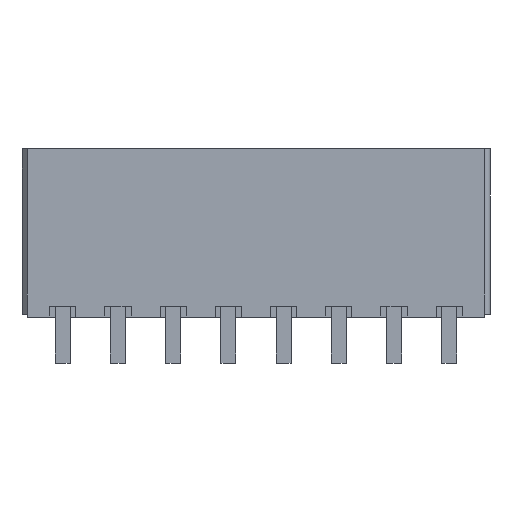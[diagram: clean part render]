
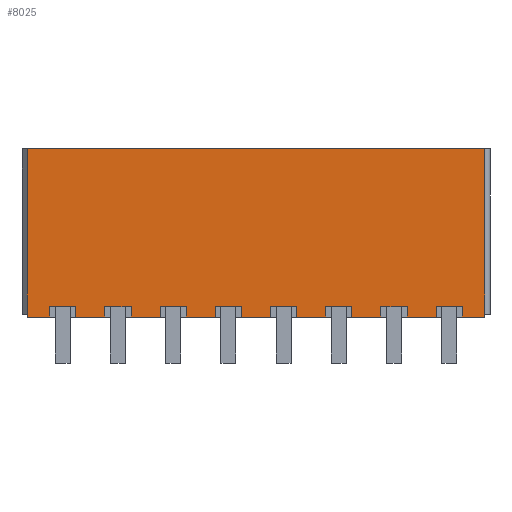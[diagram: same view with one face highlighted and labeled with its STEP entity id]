
A CAD part, top view. The second image highlights one B-rep face of the part: STEP entity #8025.
In plain terms, the highlighted planar face has unit normal (0, 0, 1).
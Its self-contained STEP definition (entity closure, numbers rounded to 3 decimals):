
#9=DIRECTION('',(0.,-1.,0.));
#10=VECTOR('',#9,12.8);
#11=CARTESIAN_POINT('',(-17.4,12.8,4.8));
#12=LINE('',#11,#10);
#729=DIRECTION('',(1.,0.,0.));
#730=VECTOR('',#729,1.7);
#731=CARTESIAN_POINT('',(15.7,0.,4.8));
#732=LINE('',#731,#730);
#749=DIRECTION('',(1.,0.,0.));
#750=VECTOR('',#749,2.2);
#751=CARTESIAN_POINT('',(11.5,0.,4.8));
#752=LINE('',#751,#750);
#777=DIRECTION('',(1.,0.,0.));
#778=VECTOR('',#777,2.2);
#779=CARTESIAN_POINT('',(7.3,0.,4.8));
#780=LINE('',#779,#778);
#805=DIRECTION('',(1.,0.,0.));
#806=VECTOR('',#805,2.2);
#807=CARTESIAN_POINT('',(3.1,0.,4.8));
#808=LINE('',#807,#806);
#833=DIRECTION('',(1.,0.,0.));
#834=VECTOR('',#833,2.2);
#835=CARTESIAN_POINT('',(-1.1,0.,4.8));
#836=LINE('',#835,#834);
#861=DIRECTION('',(1.,0.,0.));
#862=VECTOR('',#861,2.2);
#863=CARTESIAN_POINT('',(-5.3,0.,4.8));
#864=LINE('',#863,#862);
#889=DIRECTION('',(1.,0.,0.));
#890=VECTOR('',#889,2.2);
#891=CARTESIAN_POINT('',(-9.5,0.,4.8));
#892=LINE('',#891,#890);
#917=DIRECTION('',(1.,0.,0.));
#918=VECTOR('',#917,1.7);
#919=CARTESIAN_POINT('',(-17.4,0.,4.8));
#920=LINE('',#919,#918);
#929=DIRECTION('',(1.,0.,0.));
#930=VECTOR('',#929,2.2);
#931=CARTESIAN_POINT('',(-13.7,0.,4.8));
#932=LINE('',#931,#930);
#1149=DIRECTION('',(0.,-1.,0.));
#1150=VECTOR('',#1149,12.8);
#1151=CARTESIAN_POINT('',(17.4,12.8,4.8));
#1152=LINE('',#1151,#1150);
#1543=DIRECTION('',(1.,0.,0.));
#1544=VECTOR('',#1543,34.8);
#1545=CARTESIAN_POINT('',(-17.4,12.8,4.8));
#1546=LINE('',#1545,#1544);
#1547=DIRECTION('',(0.,1.,0.));
#1548=VECTOR('',#1547,0.8);
#1549=CARTESIAN_POINT('',(15.7,0.,4.8));
#1550=LINE('',#1549,#1548);
#1551=DIRECTION('',(1.,0.,0.));
#1552=VECTOR('',#1551,2.);
#1553=CARTESIAN_POINT('',(13.7,0.8,4.8));
#1554=LINE('',#1553,#1552);
#1555=DIRECTION('',(0.,1.,0.));
#1556=VECTOR('',#1555,0.8);
#1557=CARTESIAN_POINT('',(13.7,0.,4.8));
#1558=LINE('',#1557,#1556);
#1559=DIRECTION('',(0.,1.,0.));
#1560=VECTOR('',#1559,0.8);
#1561=CARTESIAN_POINT('',(11.5,0.,4.8));
#1562=LINE('',#1561,#1560);
#1563=DIRECTION('',(1.,0.,0.));
#1564=VECTOR('',#1563,2.);
#1565=CARTESIAN_POINT('',(9.5,0.8,4.8));
#1566=LINE('',#1565,#1564);
#1567=DIRECTION('',(0.,1.,0.));
#1568=VECTOR('',#1567,0.8);
#1569=CARTESIAN_POINT('',(9.5,0.,4.8));
#1570=LINE('',#1569,#1568);
#1571=DIRECTION('',(0.,1.,0.));
#1572=VECTOR('',#1571,0.8);
#1573=CARTESIAN_POINT('',(7.3,0.,4.8));
#1574=LINE('',#1573,#1572);
#1575=DIRECTION('',(1.,0.,0.));
#1576=VECTOR('',#1575,2.);
#1577=CARTESIAN_POINT('',(5.3,0.8,4.8));
#1578=LINE('',#1577,#1576);
#1579=DIRECTION('',(0.,1.,0.));
#1580=VECTOR('',#1579,0.8);
#1581=CARTESIAN_POINT('',(5.3,0.,4.8));
#1582=LINE('',#1581,#1580);
#1583=DIRECTION('',(0.,1.,0.));
#1584=VECTOR('',#1583,0.8);
#1585=CARTESIAN_POINT('',(3.1,0.,4.8));
#1586=LINE('',#1585,#1584);
#1587=DIRECTION('',(1.,0.,0.));
#1588=VECTOR('',#1587,2.);
#1589=CARTESIAN_POINT('',(1.1,0.8,4.8));
#1590=LINE('',#1589,#1588);
#1591=DIRECTION('',(0.,1.,0.));
#1592=VECTOR('',#1591,0.8);
#1593=CARTESIAN_POINT('',(1.1,0.,4.8));
#1594=LINE('',#1593,#1592);
#1595=DIRECTION('',(0.,1.,0.));
#1596=VECTOR('',#1595,0.8);
#1597=CARTESIAN_POINT('',(-1.1,0.,4.8));
#1598=LINE('',#1597,#1596);
#1599=DIRECTION('',(1.,0.,0.));
#1600=VECTOR('',#1599,2.);
#1601=CARTESIAN_POINT('',(-3.1,0.8,4.8));
#1602=LINE('',#1601,#1600);
#1603=DIRECTION('',(0.,1.,0.));
#1604=VECTOR('',#1603,0.8);
#1605=CARTESIAN_POINT('',(-3.1,0.,4.8));
#1606=LINE('',#1605,#1604);
#1607=DIRECTION('',(0.,1.,0.));
#1608=VECTOR('',#1607,0.8);
#1609=CARTESIAN_POINT('',(-5.3,0.,4.8));
#1610=LINE('',#1609,#1608);
#1611=DIRECTION('',(1.,0.,0.));
#1612=VECTOR('',#1611,2.);
#1613=CARTESIAN_POINT('',(-7.3,0.8,4.8));
#1614=LINE('',#1613,#1612);
#1615=DIRECTION('',(0.,1.,0.));
#1616=VECTOR('',#1615,0.8);
#1617=CARTESIAN_POINT('',(-7.3,0.,4.8));
#1618=LINE('',#1617,#1616);
#1619=DIRECTION('',(0.,1.,0.));
#1620=VECTOR('',#1619,0.8);
#1621=CARTESIAN_POINT('',(-9.5,0.,4.8));
#1622=LINE('',#1621,#1620);
#1623=DIRECTION('',(1.,0.,0.));
#1624=VECTOR('',#1623,2.);
#1625=CARTESIAN_POINT('',(-11.5,0.8,4.8));
#1626=LINE('',#1625,#1624);
#1627=DIRECTION('',(0.,1.,0.));
#1628=VECTOR('',#1627,0.8);
#1629=CARTESIAN_POINT('',(-11.5,0.,4.8));
#1630=LINE('',#1629,#1628);
#1631=DIRECTION('',(0.,1.,0.));
#1632=VECTOR('',#1631,0.8);
#1633=CARTESIAN_POINT('',(-13.7,0.,4.8));
#1634=LINE('',#1633,#1632);
#1635=DIRECTION('',(1.,0.,0.));
#1636=VECTOR('',#1635,2.);
#1637=CARTESIAN_POINT('',(-15.7,0.8,4.8));
#1638=LINE('',#1637,#1636);
#1639=DIRECTION('',(0.,1.,0.));
#1640=VECTOR('',#1639,0.8);
#1641=CARTESIAN_POINT('',(-15.7,0.,4.8));
#1642=LINE('',#1641,#1640);
#4691=CARTESIAN_POINT('',(-17.4,12.8,4.8));
#4692=CARTESIAN_POINT('',(-17.4,0.,4.8));
#4693=VERTEX_POINT('',#4691);
#4694=VERTEX_POINT('',#4692);
#4699=CARTESIAN_POINT('',(17.4,12.8,4.8));
#4700=CARTESIAN_POINT('',(17.4,0.,4.8));
#4701=VERTEX_POINT('',#4699);
#4702=VERTEX_POINT('',#4700);
#4821=CARTESIAN_POINT('',(15.7,0.,4.8));
#4822=VERTEX_POINT('',#4821);
#5115=CARTESIAN_POINT('',(11.5,0.,4.8));
#5116=CARTESIAN_POINT('',(13.7,0.,4.8));
#5117=VERTEX_POINT('',#5115);
#5118=VERTEX_POINT('',#5116);
#5133=CARTESIAN_POINT('',(7.3,0.,4.8));
#5134=CARTESIAN_POINT('',(9.5,0.,4.8));
#5135=VERTEX_POINT('',#5133);
#5136=VERTEX_POINT('',#5134);
#5151=CARTESIAN_POINT('',(3.1,0.,4.8));
#5152=CARTESIAN_POINT('',(5.3,0.,4.8));
#5153=VERTEX_POINT('',#5151);
#5154=VERTEX_POINT('',#5152);
#5169=CARTESIAN_POINT('',(-1.1,0.,4.8));
#5170=CARTESIAN_POINT('',(1.1,0.,4.8));
#5171=VERTEX_POINT('',#5169);
#5172=VERTEX_POINT('',#5170);
#5187=CARTESIAN_POINT('',(-5.3,0.,4.8));
#5188=CARTESIAN_POINT('',(-3.1,0.,4.8));
#5189=VERTEX_POINT('',#5187);
#5190=VERTEX_POINT('',#5188);
#5205=CARTESIAN_POINT('',(-9.5,0.,4.8));
#5206=CARTESIAN_POINT('',(-7.3,0.,4.8));
#5207=VERTEX_POINT('',#5205);
#5208=VERTEX_POINT('',#5206);
#5223=CARTESIAN_POINT('',(-15.7,0.,4.8));
#5224=VERTEX_POINT('',#5223);
#5225=CARTESIAN_POINT('',(-13.7,0.,4.8));
#5226=CARTESIAN_POINT('',(-11.5,0.,4.8));
#5227=VERTEX_POINT('',#5225);
#5228=VERTEX_POINT('',#5226);
#5441=CARTESIAN_POINT('',(13.7,0.8,4.8));
#5442=CARTESIAN_POINT('',(15.7,0.8,4.8));
#5443=VERTEX_POINT('',#5441);
#5444=VERTEX_POINT('',#5442);
#5471=CARTESIAN_POINT('',(9.5,0.8,4.8));
#5472=CARTESIAN_POINT('',(11.5,0.8,4.8));
#5473=VERTEX_POINT('',#5471);
#5474=VERTEX_POINT('',#5472);
#5501=CARTESIAN_POINT('',(5.3,0.8,4.8));
#5502=CARTESIAN_POINT('',(7.3,0.8,4.8));
#5503=VERTEX_POINT('',#5501);
#5504=VERTEX_POINT('',#5502);
#5531=CARTESIAN_POINT('',(1.1,0.8,4.8));
#5532=CARTESIAN_POINT('',(3.1,0.8,4.8));
#5533=VERTEX_POINT('',#5531);
#5534=VERTEX_POINT('',#5532);
#5561=CARTESIAN_POINT('',(-3.1,0.8,4.8));
#5562=CARTESIAN_POINT('',(-1.1,0.8,4.8));
#5563=VERTEX_POINT('',#5561);
#5564=VERTEX_POINT('',#5562);
#5591=CARTESIAN_POINT('',(-7.3,0.8,4.8));
#5592=CARTESIAN_POINT('',(-5.3,0.8,4.8));
#5593=VERTEX_POINT('',#5591);
#5594=VERTEX_POINT('',#5592);
#5621=CARTESIAN_POINT('',(-11.5,0.8,4.8));
#5622=CARTESIAN_POINT('',(-9.5,0.8,4.8));
#5623=VERTEX_POINT('',#5621);
#5624=VERTEX_POINT('',#5622);
#5651=CARTESIAN_POINT('',(-15.7,0.8,4.8));
#5652=CARTESIAN_POINT('',(-13.7,0.8,4.8));
#5653=VERTEX_POINT('',#5651);
#5654=VERTEX_POINT('',#5652);
#7959=CARTESIAN_POINT('',(-17.4,12.8,4.8));
#7960=DIRECTION('',(0.,0.,1.));
#7961=DIRECTION('',(0.,-1.,0.));
#7962=AXIS2_PLACEMENT_3D('',#7959,#7960,#7961);
#7963=PLANE('',#7962);
#7964=ORIENTED_EDGE('',*,*,#7272,.F.);
#7965=ORIENTED_EDGE('',*,*,#6256,.F.);
#7966=ORIENTED_EDGE('',*,*,#7687,.T.);
#7967=ORIENTED_EDGE('',*,*,#7656,.T.);
#7968=ORIENTED_EDGE('',*,*,#7062,.F.);
#7970=ORIENTED_EDGE('',*,*,#7969,.T.);
#7971=ORIENTED_EDGE('',*,*,#6931,.F.);
#7973=ORIENTED_EDGE('',*,*,#7972,.F.);
#7974=ORIENTED_EDGE('',*,*,#7092,.F.);
#7976=ORIENTED_EDGE('',*,*,#7975,.T.);
#7978=ORIENTED_EDGE('',*,*,#7977,.F.);
#7980=ORIENTED_EDGE('',*,*,#7979,.F.);
#7981=ORIENTED_EDGE('',*,*,#7122,.F.);
#7983=ORIENTED_EDGE('',*,*,#7982,.T.);
#7985=ORIENTED_EDGE('',*,*,#7984,.F.);
#7987=ORIENTED_EDGE('',*,*,#7986,.F.);
#7988=ORIENTED_EDGE('',*,*,#7152,.F.);
#7990=ORIENTED_EDGE('',*,*,#7989,.T.);
#7992=ORIENTED_EDGE('',*,*,#7991,.F.);
#7994=ORIENTED_EDGE('',*,*,#7993,.F.);
#7995=ORIENTED_EDGE('',*,*,#7182,.F.);
#7997=ORIENTED_EDGE('',*,*,#7996,.T.);
#7999=ORIENTED_EDGE('',*,*,#7998,.F.);
#8001=ORIENTED_EDGE('',*,*,#8000,.F.);
#8002=ORIENTED_EDGE('',*,*,#7212,.F.);
#8004=ORIENTED_EDGE('',*,*,#8003,.T.);
#8006=ORIENTED_EDGE('',*,*,#8005,.F.);
#8008=ORIENTED_EDGE('',*,*,#8007,.F.);
#8009=ORIENTED_EDGE('',*,*,#7242,.F.);
#8011=ORIENTED_EDGE('',*,*,#8010,.T.);
#8013=ORIENTED_EDGE('',*,*,#8012,.F.);
#8015=ORIENTED_EDGE('',*,*,#8014,.F.);
#8016=ORIENTED_EDGE('',*,*,#7286,.F.);
#8018=ORIENTED_EDGE('',*,*,#8017,.T.);
#8020=ORIENTED_EDGE('',*,*,#8019,.F.);
#8022=ORIENTED_EDGE('',*,*,#8021,.F.);
#8023=EDGE_LOOP('',(#7964,#7965,#7966,#7967,#7968,#7970,#7971,#7973,#7974,#7976,
#7978,#7980,#7981,#7983,#7985,#7987,#7988,#7990,#7992,#7994,#7995,#7997,#7999,
#8001,#8002,#8004,#8006,#8008,#8009,#8011,#8013,#8015,#8016,#8018,#8020,#8022));
#8024=FACE_OUTER_BOUND('',#8023,.F.);
#8025=ADVANCED_FACE('',(#8024),#7963,.T.);
#6256=EDGE_CURVE('',#4693,#4694,#12,.T.);
#6931=EDGE_CURVE('',#5443,#5444,#1554,.T.);
#7062=EDGE_CURVE('',#4822,#4702,#732,.T.);
#7092=EDGE_CURVE('',#5117,#5118,#752,.T.);
#7122=EDGE_CURVE('',#5135,#5136,#780,.T.);
#7152=EDGE_CURVE('',#5153,#5154,#808,.T.);
#7182=EDGE_CURVE('',#5171,#5172,#836,.T.);
#7212=EDGE_CURVE('',#5189,#5190,#864,.T.);
#7242=EDGE_CURVE('',#5207,#5208,#892,.T.);
#7272=EDGE_CURVE('',#4694,#5224,#920,.T.);
#7286=EDGE_CURVE('',#5227,#5228,#932,.T.);
#7656=EDGE_CURVE('',#4701,#4702,#1152,.T.);
#7687=EDGE_CURVE('',#4693,#4701,#1546,.T.);
#7969=EDGE_CURVE('',#4822,#5444,#1550,.T.);
#7972=EDGE_CURVE('',#5118,#5443,#1558,.T.);
#7975=EDGE_CURVE('',#5117,#5474,#1562,.T.);
#7977=EDGE_CURVE('',#5473,#5474,#1566,.T.);
#7979=EDGE_CURVE('',#5136,#5473,#1570,.T.);
#7982=EDGE_CURVE('',#5135,#5504,#1574,.T.);
#7984=EDGE_CURVE('',#5503,#5504,#1578,.T.);
#7986=EDGE_CURVE('',#5154,#5503,#1582,.T.);
#7989=EDGE_CURVE('',#5153,#5534,#1586,.T.);
#7991=EDGE_CURVE('',#5533,#5534,#1590,.T.);
#7993=EDGE_CURVE('',#5172,#5533,#1594,.T.);
#7996=EDGE_CURVE('',#5171,#5564,#1598,.T.);
#7998=EDGE_CURVE('',#5563,#5564,#1602,.T.);
#8000=EDGE_CURVE('',#5190,#5563,#1606,.T.);
#8003=EDGE_CURVE('',#5189,#5594,#1610,.T.);
#8005=EDGE_CURVE('',#5593,#5594,#1614,.T.);
#8007=EDGE_CURVE('',#5208,#5593,#1618,.T.);
#8010=EDGE_CURVE('',#5207,#5624,#1622,.T.);
#8012=EDGE_CURVE('',#5623,#5624,#1626,.T.);
#8014=EDGE_CURVE('',#5228,#5623,#1630,.T.);
#8017=EDGE_CURVE('',#5227,#5654,#1634,.T.);
#8019=EDGE_CURVE('',#5653,#5654,#1638,.T.);
#8021=EDGE_CURVE('',#5224,#5653,#1642,.T.);
